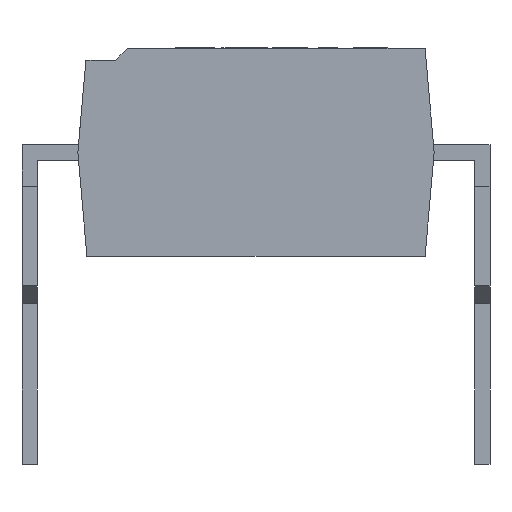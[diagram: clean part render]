
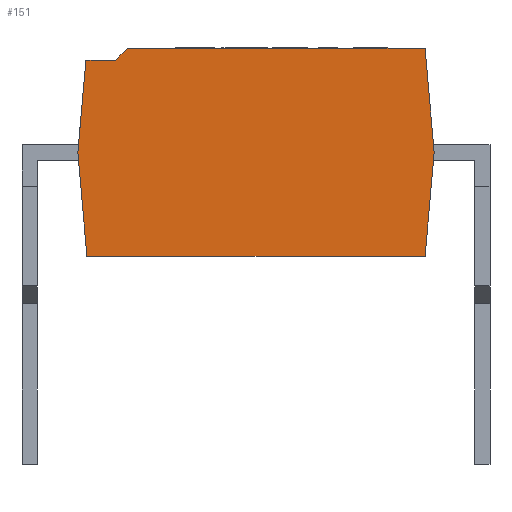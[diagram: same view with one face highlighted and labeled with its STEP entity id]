
A CAD part, front view. The second image highlights one B-rep face of the part: STEP entity #151.
In plain terms, the highlighted planar face has unit normal (0, -1, 0).
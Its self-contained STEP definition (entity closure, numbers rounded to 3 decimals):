
#151 = ADVANCED_FACE( '', ( #333 ), #334, .F. );
#333 = FACE_OUTER_BOUND( '', #553, .T. );
#334 = PLANE( '', #554 );
#553 = EDGE_LOOP( '', ( #1382, #1383, #1384, #1385, #1386, #1387, #1388, #1389 ) );
#554 = AXIS2_PLACEMENT_3D( '', #1390, #1391, #1392 );
#1382 = ORIENTED_EDGE( '', *, *, #1864, .F. );
#1383 = ORIENTED_EDGE( '', *, *, #1643, .T. );
#1384 = ORIENTED_EDGE( '', *, *, #1792, .T. );
#1385 = ORIENTED_EDGE( '', *, *, #1865, .T. );
#1386 = ORIENTED_EDGE( '', *, *, #1866, .F. );
#1387 = ORIENTED_EDGE( '', *, *, #1829, .F. );
#1388 = ORIENTED_EDGE( '', *, *, #1867, .F. );
#1389 = ORIENTED_EDGE( '', *, *, #1859, .F. );
#1390 = CARTESIAN_POINT( '', ( -3., -2.29, 1.75 ) );
#1391 = DIRECTION( '', ( 0., 1., 0. ) );
#1392 = DIRECTION( '', ( 0., 0., 1. ) );
#1643 = EDGE_CURVE( '', #1919, #1917, #1920, .F. );
#1792 = EDGE_CURVE( '', #1917, #2171, #2173, .F. );
#1829 = EDGE_CURVE( '', #2235, #2237, #2238, .F. );
#1859 = EDGE_CURVE( '', #2287, #2288, #2289, .T. );
#1864 = EDGE_CURVE( '', #1919, #2287, #2296, .T. );
#1865 = EDGE_CURVE( '', #2171, #2297, #2298, .T. );
#1866 = EDGE_CURVE( '', #2237, #2297, #2299, .F. );
#1867 = EDGE_CURVE( '', #2288, #2235, #2300, .T. );
#1917 = VERTEX_POINT( '', #2370 );
#1919 = VERTEX_POINT( '', #2373 );
#1920 = LINE( '', #2374, #2375 );
#2171 = VERTEX_POINT( '', #3165 );
#2173 = LINE( '', #3168, #3169 );
#2235 = VERTEX_POINT( '', #3266 );
#2237 = VERTEX_POINT( '', #3269 );
#2238 = LINE( '', #3270, #3271 );
#2287 = VERTEX_POINT( '', #3349 );
#2288 = VERTEX_POINT( '', #3350 );
#2289 = LINE( '', #3351, #3352 );
#2296 = LINE( '', #3363, #3364 );
#2297 = VERTEX_POINT( '', #3365 );
#2298 = LINE( '', #3366, #3367 );
#2299 = LINE( '', #3368, #3369 );
#2300 = LINE( '', #3370, #3371 );
#2370 = CARTESIAN_POINT( '', ( -3., -2.29, 0. ) );
#2373 = CARTESIAN_POINT( '', ( -2.864, -2.29, 1.55 ) );
#2374 = CARTESIAN_POINT( '', ( -2.848, -2.29, 1.737 ) );
#2375 = VECTOR( '', #3499, 1000. );
#3165 = CARTESIAN_POINT( '', ( -2.847, -2.29, -1.75 ) );
#3168 = CARTESIAN_POINT( '', ( -3.152, -2.29, 1.737 ) );
#3169 = VECTOR( '', #3602, 1000. );
#3266 = CARTESIAN_POINT( '', ( 2.847, -2.29, 1.75 ) );
#3269 = CARTESIAN_POINT( '', ( 3., -2.29, 0. ) );
#3270 = CARTESIAN_POINT( '', ( 3., -2.29, 0. ) );
#3271 = VECTOR( '', #3639, 1000. );
#3349 = CARTESIAN_POINT( '', ( -2.364, -2.29, 1.55 ) );
#3350 = CARTESIAN_POINT( '', ( -2.164, -2.29, 1.75 ) );
#3351 = CARTESIAN_POINT( '', ( -2.582, -2.29, 1.332 ) );
#3352 = VECTOR( '', #3669, 1000. );
#3363 = CARTESIAN_POINT( '', ( -3., -2.29, 1.55 ) );
#3364 = VECTOR( '', #3674, 1000. );
#3365 = CARTESIAN_POINT( '', ( 2.847, -2.29, -1.75 ) );
#3366 = CARTESIAN_POINT( '', ( -3., -2.29, -1.75 ) );
#3367 = VECTOR( '', #3675, 1000. );
#3368 = CARTESIAN_POINT( '', ( 3., -2.29, 0. ) );
#3369 = VECTOR( '', #3676, 1000. );
#3370 = CARTESIAN_POINT( '', ( -3., -2.29, 1.75 ) );
#3371 = VECTOR( '', #3677, 1000. );
#3499 = DIRECTION( '', ( 0.087, 0., 0.996 ) );
#3602 = DIRECTION( '', ( -0.087, 0., 0.996 ) );
#3639 = DIRECTION( '', ( -0.087, 0., 0.996 ) );
#3669 = DIRECTION( '', ( 0.707, 0., 0.707 ) );
#3674 = DIRECTION( '', ( 1., 0., 0. ) );
#3675 = DIRECTION( '', ( 1., 0., 0. ) );
#3676 = DIRECTION( '', ( 0.087, 0., 0.996 ) );
#3677 = DIRECTION( '', ( 1., 0., 0. ) );
